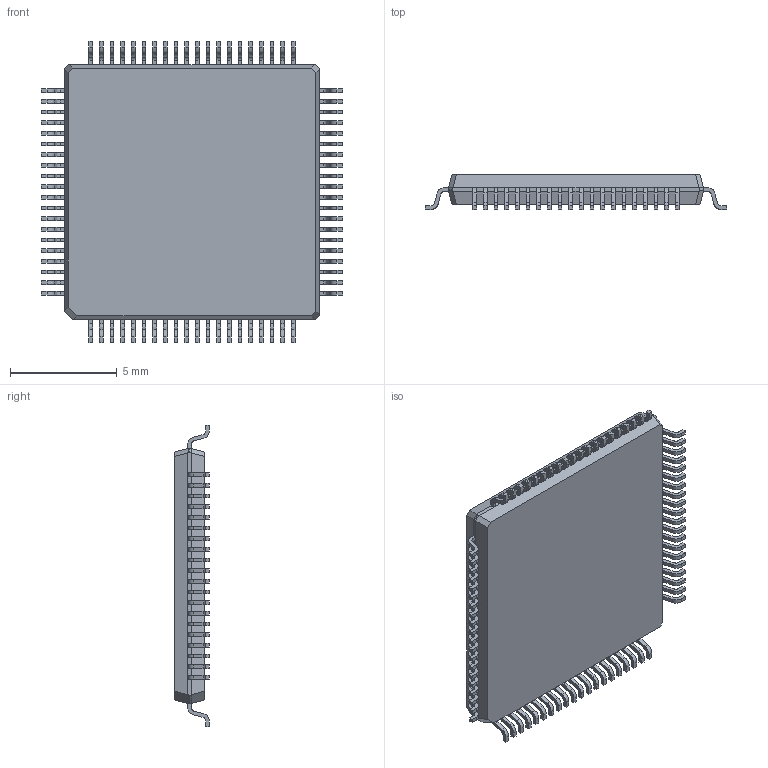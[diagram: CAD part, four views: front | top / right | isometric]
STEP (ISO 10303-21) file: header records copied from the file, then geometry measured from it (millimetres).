
FILE_DESCRIPTION (( 'STEP AP214' ), '1' );
FILE_NAME ('User Library-LQFP80-2.STEP', '2020-05-06T18:41:57', ( '' ), ( '' ), 'SwSTEP 2.0', 'SolidWorks 2019', '' );
FILE_SCHEMA (( 'AUTOMOTIVE_DESIGN' ));
Length unit declared in the file: millimetre
Products named in the file (4): case; circle; pin; User Library-LQFP80-2
Assembly tree (82 placements, depth 2):
  User Library-LQFP80-2
    case
    pin  x80
    circle
Bounding box: 14.14 x 1.63 x 14.14 mm (x, y, z)
Volume: 199 mm3; surface area: 435.6 mm2
Topology: 82 solids, 82 shells, 1155 faces, 2970 edges, 1980 vertices
Faces by surface type: plane 825, cylinder 330
Entity records: 2801 total; most frequent: DIRECTION 398, CARTESIAN_POINT 380, ORIENTED_EDGE 252, AXIS2_PLACEMENT_3D 150, EDGE_CURVE 126, LINE 98, VECTOR 98, PRODUCT_DEFINITION_SHAPE 86
